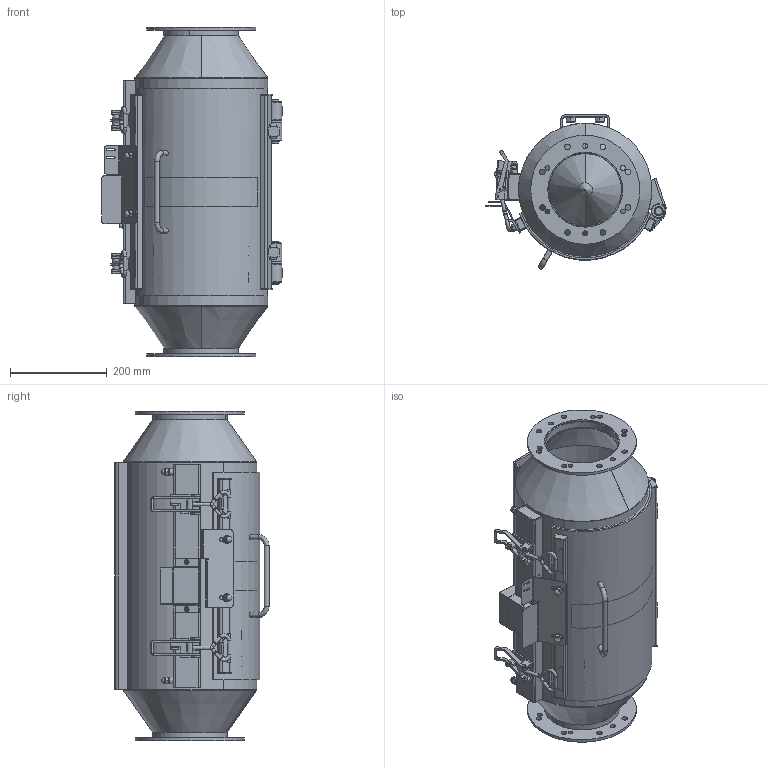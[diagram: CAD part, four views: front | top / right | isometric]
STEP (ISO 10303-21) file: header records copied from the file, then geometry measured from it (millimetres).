
FILE_DESCRIPTION(/* description */ (''),/* implementation_level */ '2;1');
FILE_NAME(/* name */ 'SPPE000161.stp',/* time_stamp */ '2017-06-20T14:07:22+02:00',/* author */ ('pw'),/* organization */ (''),/* preprocessor_version */ 'ST-DEVELOPER v16.5',/* originating_system */ 'Autodesk Inventor 2017',/* authorisation */ '');
FILE_SCHEMA (('AUTOMOTIVE_DESIGN { 1 0 10303 214 3 1 1 }'));
Length unit declared in the file: millimetre
Products named in the file (1): SPPE000161
Bounding box: 373.13 x 317.63 x 680.13 mm (x, y, z)
Volume: 3027321.8 mm3; surface area: 2065629.7 mm2
Topology: 76 solids, 76 shells, 1256 faces, 2960 edges, 1869 vertices
Faces by surface type: plane 701, cylinder 404, cone 116, torus 20, bspline 10, sphere 5
Full cylindrical faces by diameter (mm): 1.7 x8, 2.459 x2, 3 x4, 3.242 x2, 4 x8, 4.917 x2, 6 x6, 6.3 x2, 6.6 x2, 6.647 x4, 7 x12, 8 x6, 8.376 x1, 8.4 x2, 8.5 x2, 10 x20, 10.106 x4, 10.5 x2, 11.5 x16, 12 x3, 12.5 x4, 13 x4, 13.5 x4, 15.2 x4, 16 x9, 16.2 x4, 16.5 x2, 19 x2, 20 x1, 26 x1
Entity records: 37188 total; most frequent: CARTESIAN_POINT 7986, DIRECTION 5863, ORIENTED_EDGE 5234, EDGE_CURVE 2615, AXIS2_PLACEMENT_3D 2185, VERTEX_POINT 1784, EDGE_LOOP 1735, LINE 1493
